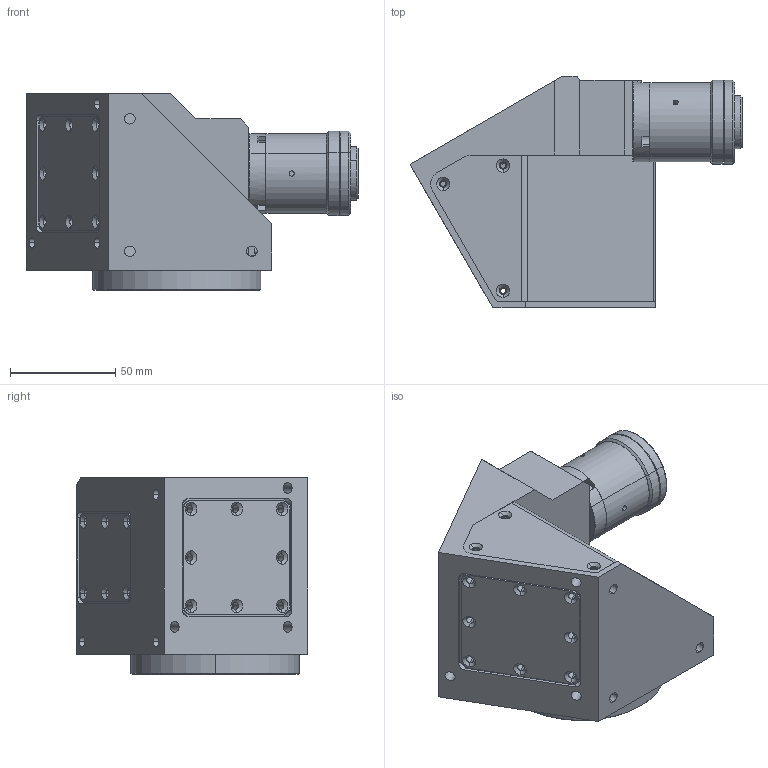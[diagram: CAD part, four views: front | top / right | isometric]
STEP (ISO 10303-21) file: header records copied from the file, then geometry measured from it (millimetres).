
FILE_DESCRIPTION (( 'STEP AP203' ), '1' );
FILE_NAME ('TCCR1M056-C.step', '2018-10-22T13:45:23', ( '' ), ( '' ), 'SwSTEP 2.0', 'SolidWorks 2017', '' );
FILE_SCHEMA (( 'CONFIG_CONTROL_DESIGN' ));
Length unit declared in the file: millimetre
Products named in the file (1): TCCR1M056-C
Bounding box: 157.75 x 110 x 93.6 mm (x, y, z)
Surface area: 77337.1 mm2 (no closed solid volume)
Topology: 0 solids, 15 shells, 280 faces, 842 edges, 577 vertices
Faces by surface type: cylinder 135, plane 89, cone 54, sphere 2
Entity records: 9891 total; most frequent: CARTESIAN_POINT 1988, DIRECTION 1774, ORIENTED_EDGE 1404, EDGE_CURVE 842, AXIS2_PLACEMENT_3D 671, VERTEX_POINT 577, VECTOR 432, LINE 432
